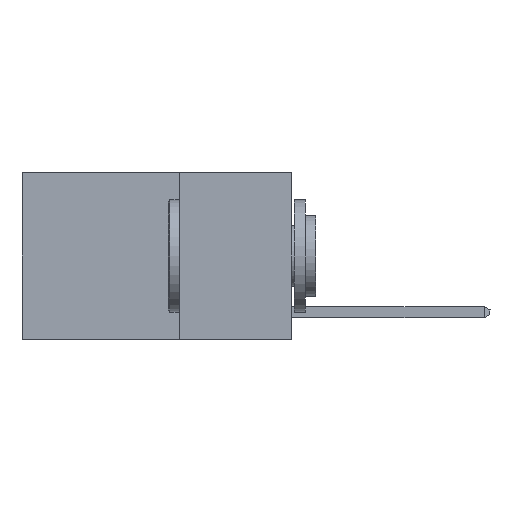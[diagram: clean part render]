
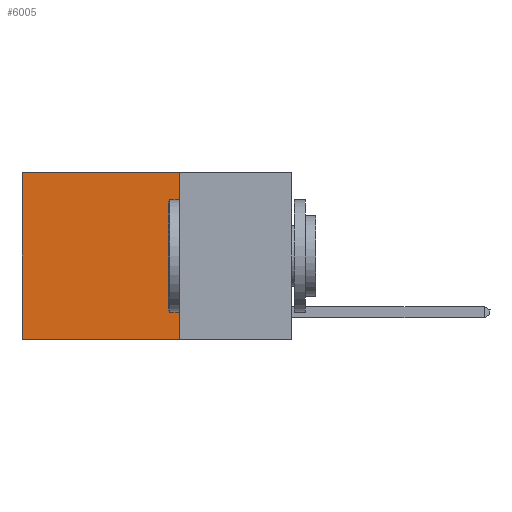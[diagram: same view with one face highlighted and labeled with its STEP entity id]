
A CAD part, left-side view. The second image highlights one B-rep face of the part: STEP entity #6005.
In plain terms, the highlighted planar face has unit normal (-1, 0, 0).
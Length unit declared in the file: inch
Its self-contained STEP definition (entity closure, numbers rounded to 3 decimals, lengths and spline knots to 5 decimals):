
#32 = CARTESIAN_POINT ( 'NONE',  ( 0.2625, 0.6, 0. ) ) ;
#321 = LINE ( 'NONE', #1375, #10313 ) ;
#780 = LINE ( 'NONE', #3890, #9073 ) ;
#1134 = FACE_OUTER_BOUND ( 'NONE', #14764, .T. ) ;
#1166 = PLANE ( 'NONE',  #12284 ) ;
#1375 = CARTESIAN_POINT ( 'NONE',  ( 0.2625, 0.25, 0. ) ) ;
#1395 = LINE ( 'NONE', #12608, #9871 ) ;
#1509 = DIRECTION ( 'NONE',  ( 0., 1., 0. ) ) ;
#1574 = EDGE_CURVE ( 'NONE', #14850, #8917, #1395, .T. ) ;
#1804 = DIRECTION ( 'NONE',  ( 0., 0., -1. ) ) ;
#2513 = CARTESIAN_POINT ( 'NONE',  ( 0.2625, 0.25, 0. ) ) ;
#3890 = CARTESIAN_POINT ( 'NONE',  ( 0.2625, 0.6, 0. ) ) ;
#4686 = EDGE_CURVE ( 'NONE', #6902, #9402, #9652, .T. ) ;
#5198 = EDGE_CURVE ( 'NONE', #8917, #9402, #780, .T. ) ;
#6005 = ADVANCED_FACE ( 'NONE', ( #1134 ), #1166, .F. ) ;
#6322 = DIRECTION ( 'NONE',  ( 0., 0., -1. ) ) ;
#6902 = VERTEX_POINT ( 'NONE', #7704 ) ;
#7233 = DIRECTION ( 'NONE',  ( 1., 0., 0. ) ) ;
#7420 = ORIENTED_EDGE ( 'NONE', *, *, #1574, .T. ) ;
#7704 = CARTESIAN_POINT ( 'NONE',  ( 0.2625, 0.25, -0.37 ) ) ;
#8777 = CARTESIAN_POINT ( 'NONE',  ( 0.2625, 0.25, 0. ) ) ;
#8914 = ORIENTED_EDGE ( 'NONE', *, *, #5198, .T. ) ;
#8917 = VERTEX_POINT ( 'NONE', #32 ) ;
#9073 = VECTOR ( 'NONE', #6322, 39.37008 ) ;
#9402 = VERTEX_POINT ( 'NONE', #12972 ) ;
#9461 = VECTOR ( 'NONE', #1509, 39.37008 ) ;
#9652 = LINE ( 'NONE', #13486, #9461 ) ;
#9871 = VECTOR ( 'NONE', #13847, 39.37008 ) ;
#9878 = ORIENTED_EDGE ( 'NONE', *, *, #4686, .F. ) ;
#10009 = ORIENTED_EDGE ( 'NONE', *, *, #13917, .F. ) ;
#10313 = VECTOR ( 'NONE', #1804, 39.37008 ) ;
#12284 = AXIS2_PLACEMENT_3D ( 'NONE', #2513, #7233, #13203 ) ;
#12608 = CARTESIAN_POINT ( 'NONE',  ( 0.2625, 0.25, 0. ) ) ;
#12972 = CARTESIAN_POINT ( 'NONE',  ( 0.2625, 0.6, -0.37 ) ) ;
#13203 = DIRECTION ( 'NONE',  ( 0., 0., -1. ) ) ;
#13486 = CARTESIAN_POINT ( 'NONE',  ( 0.2625, 0.25, -0.37 ) ) ;
#13847 = DIRECTION ( 'NONE',  ( 0., 1., 0. ) ) ;
#13917 = EDGE_CURVE ( 'NONE', #14850, #6902, #321, .T. ) ;
#14764 = EDGE_LOOP ( 'NONE', ( #8914, #9878, #10009, #7420 ) ) ;
#14850 = VERTEX_POINT ( 'NONE', #8777 ) ;
